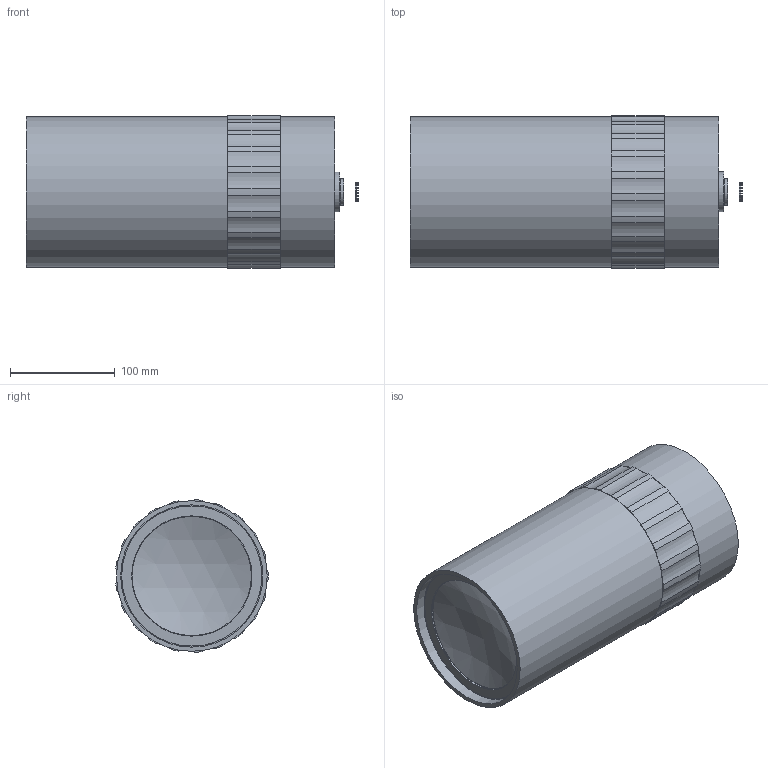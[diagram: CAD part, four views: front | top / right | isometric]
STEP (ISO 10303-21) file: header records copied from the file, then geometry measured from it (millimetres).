
FILE_DESCRIPTION (( 'STEP AP203' ), '1' );
FILE_NAME ('600093.STEP', '2024-08-26T02:25:31', ( 'Windows User' ), ( 'P R C' ), 'SwSTEP 2.0', 'SolidWorks 2020', '' );
FILE_SCHEMA (( 'CONFIG_CONTROL_DESIGN' ));
Length unit declared in the file: millimetre
Products named in the file (1): 600093
Bounding box: 317.42 x 145.59 x 145.93 mm (x, y, z)
Volume: 1244942.1 mm3; surface area: 490417.8 mm2
Topology: 11 solids, 11 shells, 111 faces, 220 edges, 147 vertices
Faces by surface type: cylinder 73, plane 33, sphere 5
Full cylindrical faces by diameter (mm): 17.99 x1, 18.099 x1, 20.217 x1, 22 x1, 24 x1, 25.4 x1, 33 x1, 34.687 x1, 36 x3, 38 x1, 115 x1, 118 x2, 120 x1, 120.701 x1, 126 x1, 130 x1, 134 x4, 136 x3, 138 x1, 140 x2, 144 x2
Entity records: 2875 total; most frequent: DIRECTION 560, CARTESIAN_POINT 448, ORIENTED_EDGE 378, AXIS2_PLACEMENT_3D 259, EDGE_CURVE 189, EDGE_LOOP 170, VERTEX_POINT 147, CIRCLE 147
